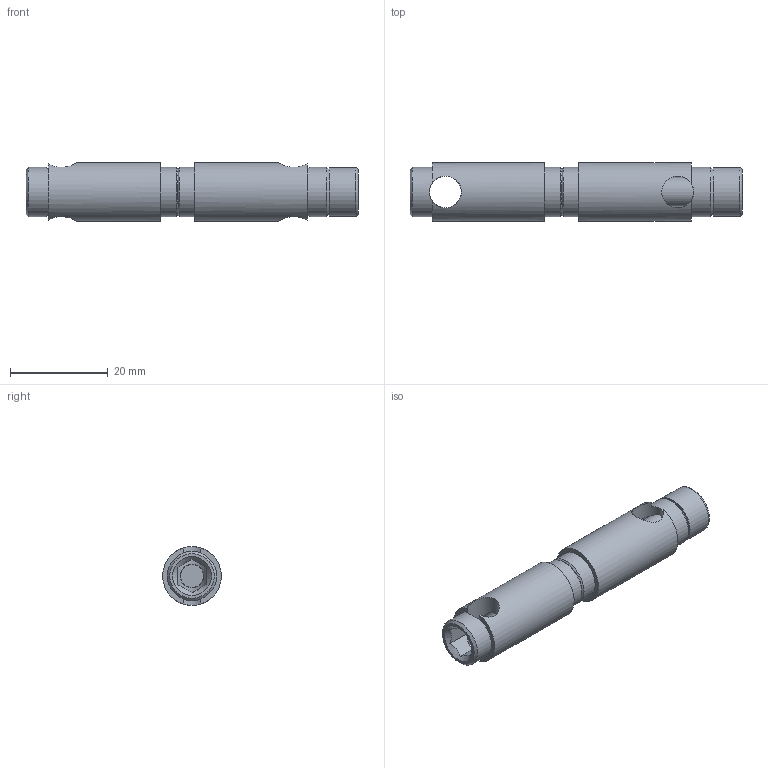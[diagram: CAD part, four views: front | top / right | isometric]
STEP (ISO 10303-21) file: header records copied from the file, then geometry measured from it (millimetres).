
FILE_DESCRIPTION(/* description */ ('STEP AP214'),/* implementation_level */ '2;1');
FILE_NAME(/* name */ '1025210.stp',/* time_stamp */ '2024-05-06T12:54:05+02:00',/* author */ ('b.steehouwer'),/* organization */ ('CADENAS'),/* preprocessor_version */ 'ST-DEVELOPER v18.1',/* originating_system */ 'Autodesk Inventor 2021',/* authorisation */ ' ');
FILE_SCHEMA (('AUTOMOTIVE_DESIGN { 1 0 10303 214 3 1 1 }'));
Length unit declared in the file: millimetre
Products named in the file (4): 1025210; 1025210-1; 1025210-2; 1025210-3
Assembly tree (3 placements, depth 2):
  1025210
    1025210-1
    1025210-2
    1025210-3
Bounding box: 67.9 x 12 x 12 mm (x, y, z)
Volume: 5940.4 mm3; surface area: 4781.6 mm2
Topology: 3 solids, 3 shells, 73 faces, 185 edges, 118 vertices
Faces by surface type: plane 46, cylinder 14, cone 11, torus 2
Full cylindrical faces by diameter (mm): 4.8 x2, 6 x1, 6.5 x2, 7 x2, 10 x1, 10.1 x4, 12 x2
Entity records: 2554 total; most frequent: CARTESIAN_POINT 679, ORIENTED_EDGE 370, DIRECTION 353, EDGE_CURVE 185, AXIS2_PLACEMENT_3D 130, VERTEX_POINT 118, LINE 93, VECTOR 93
